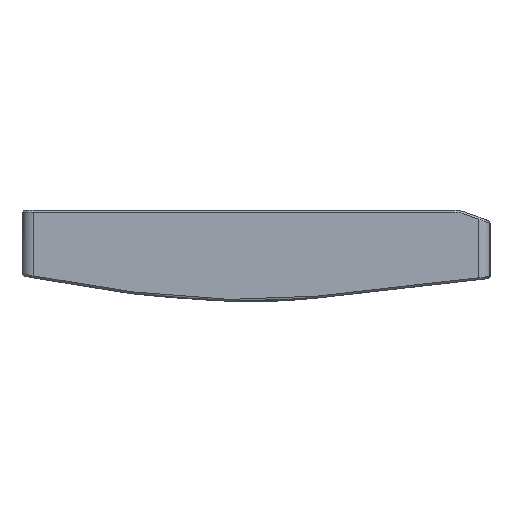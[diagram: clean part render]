
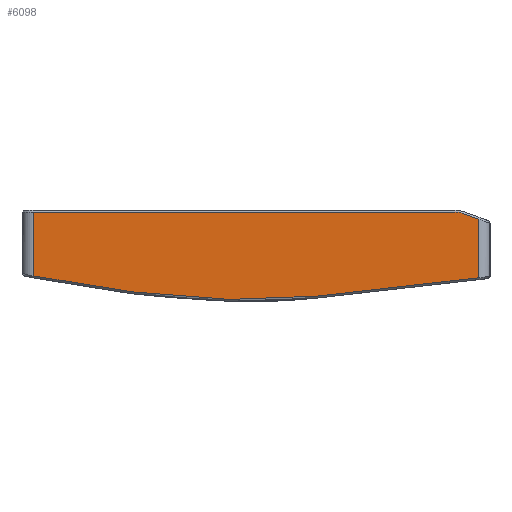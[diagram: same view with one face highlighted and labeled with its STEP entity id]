
A CAD part, left-side view. The second image highlights one B-rep face of the part: STEP entity #6098.
In plain terms, the highlighted planar face has unit normal (-1, 0, 0).
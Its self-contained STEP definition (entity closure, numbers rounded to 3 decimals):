
#45=B_SPLINE_CURVE_WITH_KNOTS('',3,(#9433,#9434,#9435,#9436),
 .UNSPECIFIED.,.F.,.F.,(4,4),(0.,2.284),
 .UNSPECIFIED.);
#47=B_SPLINE_CURVE_WITH_KNOTS('',3,(#9480,#9481,#9482,#9483,#9484,#9485,
#9486,#9487),.UNSPECIFIED.,.F.,.F.,(4,1,1,1,1,4),(2.347,3.56,
4.167,4.773,5.986,10.839),
 .UNSPECIFIED.);
#49=B_SPLINE_CURVE_WITH_KNOTS('',3,(#9508,#9509,#9510,#9511),
 .UNSPECIFIED.,.F.,.F.,(4,4),(1.552,1.571),
 .UNSPECIFIED.);
#57=B_SPLINE_CURVE_WITH_KNOTS('',3,(#9640,#9641,#9642,#9643),
 .UNSPECIFIED.,.F.,.F.,(4,4),(0.766,0.776),
 .UNSPECIFIED.);
#91=B_SPLINE_CURVE_WITH_KNOTS('',3,(#10357,#10358,#10359,#10360),
 .UNSPECIFIED.,.F.,.F.,(4,4),(-1.571,-1.514),
 .UNSPECIFIED.);
#364=CIRCLE('',#6558,6.5);
#667=FACE_OUTER_BOUND('',#1052,.T.);
#1052=EDGE_LOOP('',(#4599,#4600,#4601,#4602,#4603,#4604,#4605,#4606,#4607,
#4608,#4609));
#1527=LINE('',#9409,#2123);
#1547=LINE('',#9772,#2143);
#1574=LINE('',#10355,#2170);
#1575=LINE('',#10362,#2171);
#1576=LINE('',#10365,#2172);
#2123=VECTOR('',#7433,10.);
#2143=VECTOR('',#7467,10.);
#2170=VECTOR('',#7516,10.);
#2171=VECTOR('',#7517,10.);
#2172=VECTOR('',#7520,10.);
#2774=VERTEX_POINT('',#9364);
#2776=VERTEX_POINT('',#9402);
#2779=VERTEX_POINT('',#9407);
#2780=VERTEX_POINT('',#9426);
#2782=VERTEX_POINT('',#9469);
#2785=VERTEX_POINT('',#9533);
#2813=VERTEX_POINT('',#9771);
#2842=VERTEX_POINT('',#10354);
#2843=VERTEX_POINT('',#10356);
#2844=VERTEX_POINT('',#10361);
#2845=VERTEX_POINT('',#10363);
#3394=EDGE_CURVE('',#2779,#2776,#1527,.T.);
#3397=EDGE_CURVE('',#2776,#2780,#45,.T.);
#3400=EDGE_CURVE('',#2780,#2782,#47,.T.);
#3402=EDGE_CURVE('',#2774,#2779,#49,.T.);
#3414=EDGE_CURVE('',#2782,#2785,#57,.T.);
#3443=EDGE_CURVE('',#2785,#2813,#1547,.T.);
#3495=EDGE_CURVE('',#2842,#2774,#1574,.T.);
#3496=EDGE_CURVE('',#2843,#2842,#91,.T.);
#3497=EDGE_CURVE('',#2844,#2843,#1575,.T.);
#3498=EDGE_CURVE('',#2845,#2844,#364,.T.);
#3499=EDGE_CURVE('',#2813,#2845,#1576,.T.);
#4599=ORIENTED_EDGE('',*,*,#3402,.F.);
#4600=ORIENTED_EDGE('',*,*,#3495,.F.);
#4601=ORIENTED_EDGE('',*,*,#3496,.F.);
#4602=ORIENTED_EDGE('',*,*,#3497,.F.);
#4603=ORIENTED_EDGE('',*,*,#3498,.F.);
#4604=ORIENTED_EDGE('',*,*,#3499,.F.);
#4605=ORIENTED_EDGE('',*,*,#3443,.F.);
#4606=ORIENTED_EDGE('',*,*,#3414,.F.);
#4607=ORIENTED_EDGE('',*,*,#3400,.F.);
#4608=ORIENTED_EDGE('',*,*,#3397,.F.);
#4609=ORIENTED_EDGE('',*,*,#3394,.F.);
#5888=PLANE('',#6557);
#6098=ADVANCED_FACE('',(#667),#5888,.T.);
#6557=AXIS2_PLACEMENT_3D('',#10353,#7514,#7515);
#6558=AXIS2_PLACEMENT_3D('',#10364,#7518,#7519);
#7433=DIRECTION('',(0.,0.994,-0.113));
#7467=DIRECTION('',(0.,0.,1.));
#7514=DIRECTION('center_axis',(-1.,0.,0.));
#7515=DIRECTION('ref_axis',(0.,-1.,0.));
#7516=DIRECTION('',(0.,0.,-1.));
#7517=DIRECTION('',(0.,-0.94,-0.342));
#7518=DIRECTION('center_axis',(1.,0.,0.));
#7519=DIRECTION('ref_axis',(0.,-0.174,0.985));
#7520=DIRECTION('',(0.,-1.,0.));
#9364=CARTESIAN_POINT('',(-4.475,-107.487,-8.139));
#9402=CARTESIAN_POINT('',(-4.475,-65.836,-12.884));
#9407=CARTESIAN_POINT('',(-4.475,-107.431,-8.145));
#9409=CARTESIAN_POINT('',(-4.475,9.522,-21.47));
#9426=CARTESIAN_POINT('',(-4.475,-43.112,-13.733));
#9433=CARTESIAN_POINT('Ctrl Pts',(-4.475,-65.836,-12.884));
#9434=CARTESIAN_POINT('Ctrl Pts',(-4.475,-58.297,-13.743));
#9435=CARTESIAN_POINT('Ctrl Pts',(-4.475,-50.695,-14.027));
#9436=CARTESIAN_POINT('Ctrl Pts',(-4.475,-43.112,-13.733));
#9469=CARTESIAN_POINT('',(-4.475,7.376,-7.671));
#9480=CARTESIAN_POINT('Ctrl Pts',(-4.475,-43.112,-13.733));
#9481=CARTESIAN_POINT('Ctrl Pts',(-4.475,-40.514,-13.632));
#9482=CARTESIAN_POINT('Ctrl Pts',(-4.475,-36.78,-13.448));
#9483=CARTESIAN_POINT('Ctrl Pts',(-4.475,-31.458,-13.095));
#9484=CARTESIAN_POINT('Ctrl Pts',(-4.475,-25.458,-12.614));
#9485=CARTESIAN_POINT('Ctrl Pts',(-4.475,-9.648,-10.961));
#9486=CARTESIAN_POINT('Ctrl Pts',(-4.475,1.77,-8.799));
#9487=CARTESIAN_POINT('Ctrl Pts',(-4.475,7.376,-7.671));
#9508=CARTESIAN_POINT('Ctrl Pts',(-4.475,-107.487,-8.139));
#9509=CARTESIAN_POINT('Ctrl Pts',(-4.475,-107.469,-8.141));
#9510=CARTESIAN_POINT('Ctrl Pts',(-4.475,-107.45,-8.143));
#9511=CARTESIAN_POINT('Ctrl Pts',(-4.475,-107.431,-8.145));
#9533=CARTESIAN_POINT('',(-4.475,7.475,-7.652));
#9640=CARTESIAN_POINT('Ctrl Pts',(-4.475,7.376,-7.671));
#9641=CARTESIAN_POINT('Ctrl Pts',(-4.475,7.409,-7.665));
#9642=CARTESIAN_POINT('Ctrl Pts',(-4.475,7.442,-7.658));
#9643=CARTESIAN_POINT('Ctrl Pts',(-4.475,7.475,-7.652));
#9771=CARTESIAN_POINT('',(-4.475,7.475,8.8));
#9772=CARTESIAN_POINT('',(-4.475,7.475,-1.1));
#10353=CARTESIAN_POINT('Origin',(-4.475,6.375,-1.1));
#10354=CARTESIAN_POINT('',(-4.475,-107.488,7.012));
#10355=CARTESIAN_POINT('',(-4.475,-107.488,-1.1));
#10356=CARTESIAN_POINT('',(-4.475,-107.316,7.074));
#10357=CARTESIAN_POINT('Ctrl Pts',(-4.475,-107.316,
7.074));
#10358=CARTESIAN_POINT('Ctrl Pts',(-4.475,-107.373,
7.054));
#10359=CARTESIAN_POINT('Ctrl Pts',(-4.475,-107.43,
7.033));
#10360=CARTESIAN_POINT('Ctrl Pts',(-4.475,-107.488,7.012));
#10361=CARTESIAN_POINT('',(-4.475,-103.652,8.408));
#10362=CARTESIAN_POINT('',(-4.475,-58.184,24.957));
#10363=CARTESIAN_POINT('',(-4.475,-101.429,8.8));
#10364=CARTESIAN_POINT('Origin',(-4.475,-101.429,2.3));
#10365=CARTESIAN_POINT('',(-4.475,-21.816,8.8));
